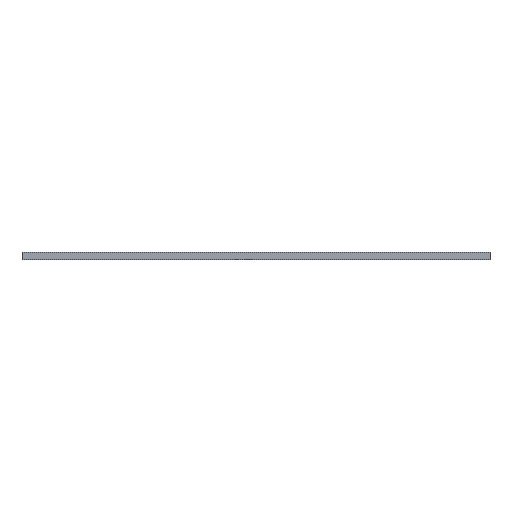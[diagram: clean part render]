
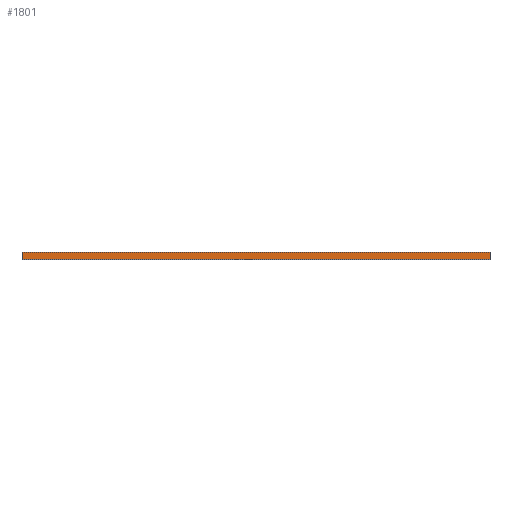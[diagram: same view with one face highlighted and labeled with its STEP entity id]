
A CAD part, top view. The second image highlights one B-rep face of the part: STEP entity #1801.
In plain terms, the highlighted planar face has unit normal (0, 0, 1).
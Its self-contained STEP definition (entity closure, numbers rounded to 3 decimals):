
#18 = VERTEX_POINT ( 'NONE', #543 ) ;
#126 = EDGE_CURVE ( 'NONE', #1932, #3391, #3770, .T. ) ;
#154 = LINE ( 'NONE', #159, #2013 ) ;
#157 = EDGE_CURVE ( 'NONE', #18, #1932, #4264, .T. ) ;
#159 = CARTESIAN_POINT ( 'NONE',  ( 32.5, 0., 21.044 ) ) ;
#377 = AXIS2_PLACEMENT_3D ( 'NONE', #1448, #3880, #1791 ) ;
#399 = ORIENTED_EDGE ( 'NONE', *, *, #3333, .T. ) ;
#401 = CARTESIAN_POINT ( 'NONE',  ( 32.5, 1., 21.044 ) ) ;
#543 = CARTESIAN_POINT ( 'NONE',  ( -32.5, 1., 21.044 ) ) ;
#1187 = LINE ( 'NONE', #2725, #2930 ) ;
#1373 = ORIENTED_EDGE ( 'NONE', *, *, #126, .F. ) ;
#1448 = CARTESIAN_POINT ( 'NONE',  ( 32.5, 1., 21.044 ) ) ;
#1773 = PLANE ( 'NONE',  #377 ) ;
#1791 = DIRECTION ( 'NONE',  ( -1., 0., 0. ) ) ;
#1801 = ADVANCED_FACE ( 'NONE', ( #3468 ), #1773, .F. ) ;
#1830 = VERTEX_POINT ( 'NONE', #3544 ) ;
#1916 = VECTOR ( 'NONE', #3922, 1000. ) ;
#1932 = VERTEX_POINT ( 'NONE', #3256 ) ;
#2013 = VECTOR ( 'NONE', #2591, 1000. ) ;
#2404 = VECTOR ( 'NONE', #3719, 1000. ) ;
#2504 = EDGE_CURVE ( 'NONE', #1830, #3391, #154, .T. ) ;
#2591 = DIRECTION ( 'NONE',  ( 1., 0., 0. ) ) ;
#2725 = CARTESIAN_POINT ( 'NONE',  ( -32.5, 1., 21.044 ) ) ;
#2930 = VECTOR ( 'NONE', #3428, 1000. ) ;
#3058 = CARTESIAN_POINT ( 'NONE',  ( 32.5, 1., 21.044 ) ) ;
#3101 = CARTESIAN_POINT ( 'NONE',  ( 32.5, 0., 21.044 ) ) ;
#3256 = CARTESIAN_POINT ( 'NONE',  ( 32.5, 1., 21.044 ) ) ;
#3333 = EDGE_CURVE ( 'NONE', #18, #1830, #1187, .T. ) ;
#3340 = EDGE_LOOP ( 'NONE', ( #3663, #1373, #3668, #399 ) ) ;
#3391 = VERTEX_POINT ( 'NONE', #3101 ) ;
#3428 = DIRECTION ( 'NONE',  ( 0., -1., 0. ) ) ;
#3468 = FACE_OUTER_BOUND ( 'NONE', #3340, .T. ) ;
#3544 = CARTESIAN_POINT ( 'NONE',  ( -32.5, 0., 21.044 ) ) ;
#3663 = ORIENTED_EDGE ( 'NONE', *, *, #2504, .T. ) ;
#3668 = ORIENTED_EDGE ( 'NONE', *, *, #157, .F. ) ;
#3719 = DIRECTION ( 'NONE',  ( 1., 0., 0. ) ) ;
#3770 = LINE ( 'NONE', #3058, #1916 ) ;
#3880 = DIRECTION ( 'NONE',  ( 0., 0., -1. ) ) ;
#3922 = DIRECTION ( 'NONE',  ( 0., -1., 0. ) ) ;
#4264 = LINE ( 'NONE', #401, #2404 ) ;
